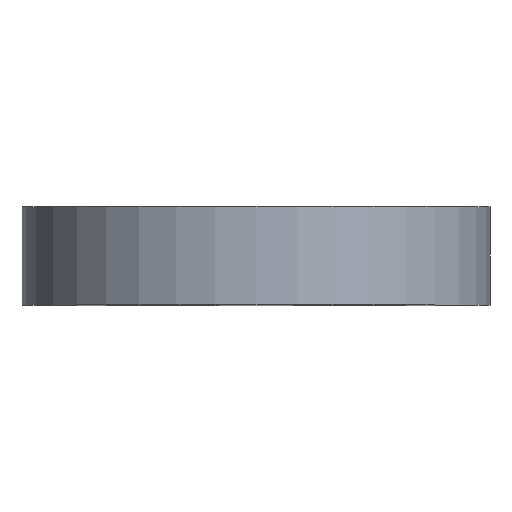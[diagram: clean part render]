
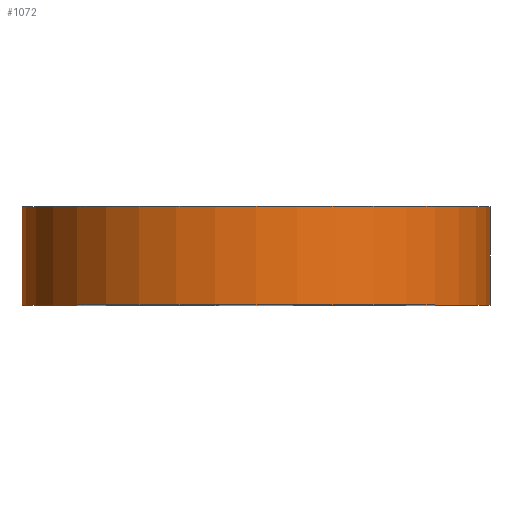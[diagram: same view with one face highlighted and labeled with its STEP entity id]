
A CAD part, top view. The second image highlights one B-rep face of the part: STEP entity #1072.
In plain terms, the highlighted cylindrical face has radius 19 mm (diameter 38 mm), a full revolution.
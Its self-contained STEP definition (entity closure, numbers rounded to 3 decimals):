
#102=FACE_OUTER_BOUND('',#171,.T.);
#171=EDGE_LOOP('',(#949,#950,#951,#952));
#187=CIRCLE('',#1135,19.);
#206=CIRCLE('',#1170,19.);
#337=LINE('',#4415,#382);
#382=VECTOR('',#1383,19.);
#470=VERTEX_POINT('',#3499);
#488=VERTEX_POINT('',#4414);
#611=EDGE_CURVE('',#470,#470,#187,.T.);
#646=EDGE_CURVE('',#470,#488,#337,.T.);
#647=EDGE_CURVE('',#488,#488,#206,.T.);
#949=ORIENTED_EDGE('',*,*,#611,.F.);
#950=ORIENTED_EDGE('',*,*,#646,.T.);
#951=ORIENTED_EDGE('',*,*,#647,.T.);
#952=ORIENTED_EDGE('',*,*,#646,.F.);
#1014=CYLINDRICAL_SURFACE('',#1169,19.);
#1072=ADVANCED_FACE('',(#102),#1014,.T.);
#1135=AXIS2_PLACEMENT_3D('',#3500,#1305,#1306);
#1169=AXIS2_PLACEMENT_3D('',#4413,#1381,#1382);
#1170=AXIS2_PLACEMENT_3D('',#4416,#1384,#1385);
#1305=DIRECTION('center_axis',(0.,1.,0.));
#1306=DIRECTION('ref_axis',(1.,0.,0.));
#1381=DIRECTION('center_axis',(0.,1.,0.));
#1382=DIRECTION('ref_axis',(1.,0.,0.));
#1383=DIRECTION('',(0.,-1.,0.));
#1384=DIRECTION('center_axis',(0.,1.,0.));
#1385=DIRECTION('ref_axis',(1.,0.,0.));
#3499=CARTESIAN_POINT('',(-19.,28.,0.));
#3500=CARTESIAN_POINT('Origin',(0.,28.,0.));
#4413=CARTESIAN_POINT('Origin',(0.,20.,0.));
#4414=CARTESIAN_POINT('',(-19.,20.,0.));
#4415=CARTESIAN_POINT('',(-19.,20.,0.));
#4416=CARTESIAN_POINT('Origin',(0.,20.,0.));
